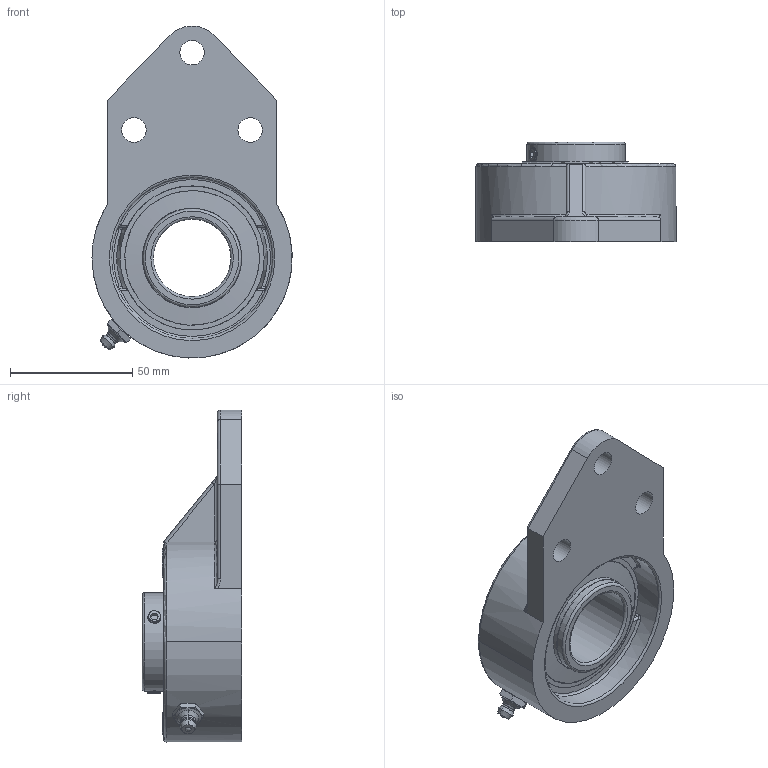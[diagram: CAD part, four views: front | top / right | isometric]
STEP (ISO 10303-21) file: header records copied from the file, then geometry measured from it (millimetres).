
FILE_DESCRIPTION(('HOOPS Exchange Step'),'2;1');
FILE_NAME('export-250E4C3E-1C21-4047-AD37-7EDD5EF9F3BE.stp','2019-12-12T16:39:13+16:00',('ibuslach'),('Alibre'),'HOOPS Exchange 2019.2','Alibre','Unknown authorisation');
FILE_SCHEMA( ('AP242_MANAGED_MODEL_BASED_3D_ENGINEERING_MIM_LF {1 0 10303 442 1 1 4 }') );
Length unit declared in the file: centimetre
Products named in the file (7): SUC 206-20 RACES; SUC 206 SHIELD; SUC 206 SS; MRN SUC 206-20; ZERK 6mm; MRN SFB 206; MRN SUCFB 206-20
Assembly tree (8 placements, depth 3):
  MRN SUCFB 206-20
    MRN SUC 206-20
      SUC 206-20 RACES
      SUC 206 SHIELD  x2
      SUC 206 SS  x2
    ZERK 6mm
    MRN SFB 206
Bounding box: 81.94 x 40.8 x 135.98 mm (x, y, z)
Volume: 131355 mm3; surface area: 51738.8 mm2
Topology: 8 solids, 8 shells, 680 faces, 1899 edges, 1251 vertices
Faces by surface type: extrusion 280, plane 268, cylinder 63, cone 28, torus 18, bspline 14, sphere 9
Full cylindrical faces by diameter (mm): 2.005 x2, 5.359 x12, 6 x2, 10 x3, 31.75 x1, 40.259 x1, 40.284 x2, 40.792 x2, 55.093 x1, 55.118 x2, 62.017 x1, 66.017 x1
Entity records: 28088 total; most frequent: CARTESIAN_POINT 12243, ORIENTED_EDGE 3646, DIRECTION 2381, EDGE_CURVE 1823, VECTOR 1261, VERTEX_POINT 1205, LINE 981, B_SPLINE_CURVE_WITH_KNOTS 922
